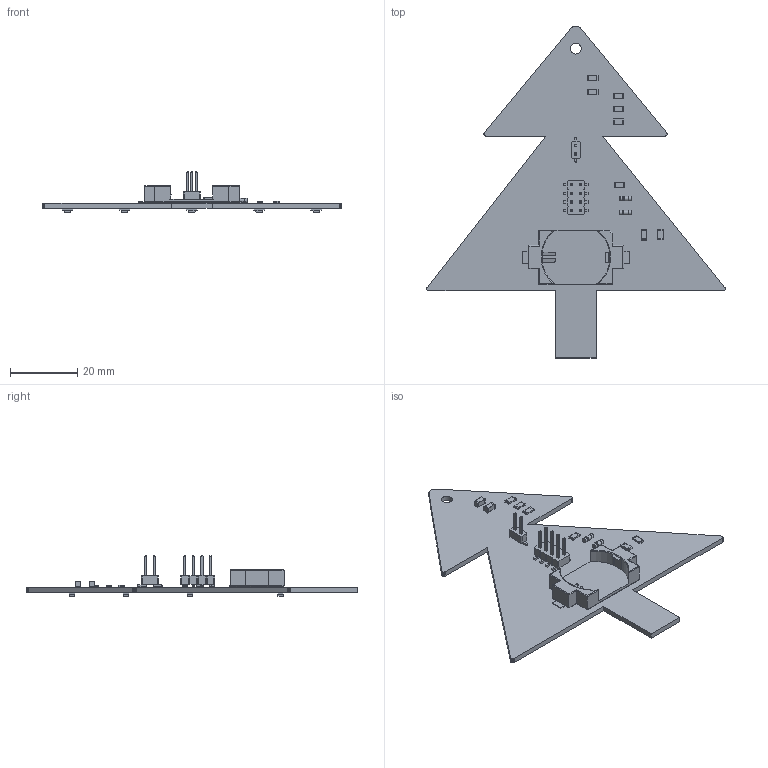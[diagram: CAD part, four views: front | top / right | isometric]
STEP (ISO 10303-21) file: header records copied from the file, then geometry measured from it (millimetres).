
FILE_DESCRIPTION(('KiCad electronic assembly'),'2;1');
FILE_NAME('baumsatz-3D.step','2024-01-19T22:57:59',('Pcbnew'),('Kicad'), 'Open CASCADE STEP processor 7.5','KiCad to STEP converter','Unknown' );
FILE_SCHEMA(('AUTOMOTIVE_DESIGN { 1 0 10303 214 1 1 1 1 }'));
Length unit declared in the file: millimetre
Products named in the file (16): baumsatz-3D 1; R_1206_3216Metric; SOLID; C_1206_3216Metric; BatteryHolder_Keystone_1060_1x2032; D_MiniMELF; PinHeader_2x01_P2.54mm_Vertical_SMD; PinHeader_2x04_P2.54mm_Vertical_SMD; LED_1206_3216Metric; tmpxz99swpd PCB
Assembly tree (27 placements, depth 3):
  baumsatz-3D 1
    R_1206_3216Metric  x6
      SOLID
    C_1206_3216Metric  x2
      SOLID
    BatteryHolder_Keystone_1060_1x2032
      SOLID
    D_MiniMELF  x2
      SOLID
    PinHeader_2x01_P2.54mm_Vertical_SMD
      SOLID
    PinHeader_2x04_P2.54mm_Vertical_SMD
      SOLID
    LED_1206_3216Metric  x6
      SOLID
    tmpxz99swpd PCB
Bounding box: 88.85 x 98.73 x 12.08 mm (x, y, z)
Volume: 6858.5 mm3; surface area: 10000.3 mm2
Topology: 20 solids, 20 shells, 947 faces, 2414 edges, 1549 vertices
Faces by surface type: plane 765, cylinder 175, revolution 4, torus 3
Full cylindrical faces by diameter (mm): 1.35 x4, 1.4 x6, 3.2 x1
Entity records: 37857 total; most frequent: CARTESIAN_POINT 7367, DIRECTION 5093, LINE 3642, VECTOR 3642, ORIENTED_EDGE 2636, PCURVE 2636, DEFINITIONAL_REPRESENTATION 2636, EDGE_CURVE 1318
